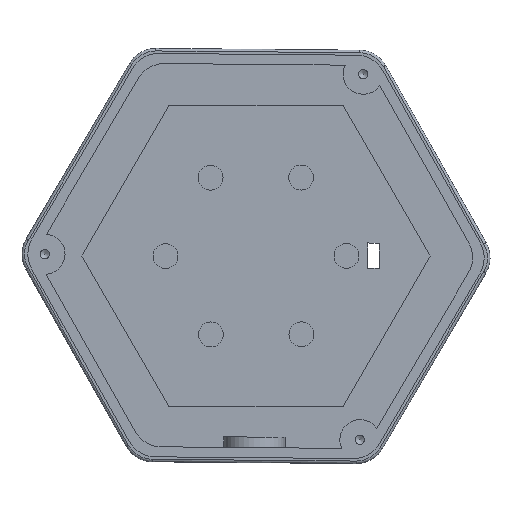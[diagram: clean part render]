
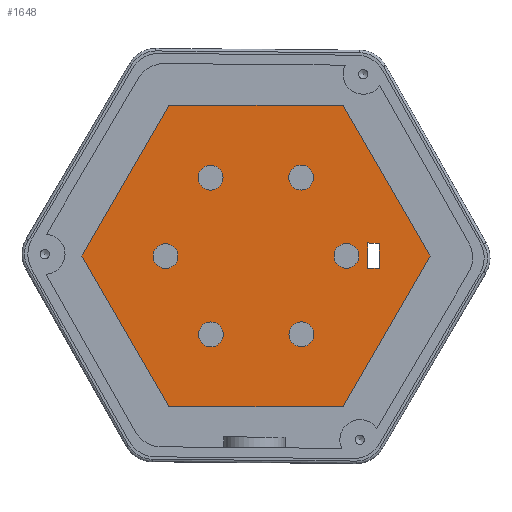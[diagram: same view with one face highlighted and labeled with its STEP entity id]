
A CAD part, front view. The second image highlights one B-rep face of the part: STEP entity #1648.
In plain terms, the highlighted planar face has unit normal (0, -1, 0).
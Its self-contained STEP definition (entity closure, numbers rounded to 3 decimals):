
#72=CIRCLE('',#1768,2.475);
#73=CIRCLE('',#1769,2.475);
#74=CIRCLE('',#1770,2.475);
#75=CIRCLE('',#1771,2.475);
#76=CIRCLE('',#1772,2.475);
#77=CIRCLE('',#1773,2.475);
#168=FACE_BOUND('',#299,.T.);
#169=FACE_BOUND('',#300,.T.);
#170=FACE_BOUND('',#301,.T.);
#171=FACE_BOUND('',#302,.T.);
#172=FACE_BOUND('',#303,.T.);
#173=FACE_BOUND('',#304,.T.);
#174=FACE_BOUND('',#305,.T.);
#193=FACE_OUTER_BOUND('',#298,.T.);
#298=EDGE_LOOP('',(#1132,#1133,#1134,#1135,#1136,#1137));
#299=EDGE_LOOP('',(#1138,#1139,#1140,#1141));
#300=EDGE_LOOP('',(#1142));
#301=EDGE_LOOP('',(#1143));
#302=EDGE_LOOP('',(#1144));
#303=EDGE_LOOP('',(#1145));
#304=EDGE_LOOP('',(#1146));
#305=EDGE_LOOP('',(#1147));
#418=LINE('',#2521,#565);
#422=LINE('',#2528,#569);
#425=LINE('',#2534,#572);
#428=LINE('',#2540,#575);
#431=LINE('',#2546,#578);
#433=LINE('',#2549,#580);
#434=LINE('',#2553,#581);
#435=LINE('',#2555,#582);
#436=LINE('',#2557,#583);
#437=LINE('',#2558,#584);
#565=VECTOR('',#1968,10.);
#569=VECTOR('',#1974,10.);
#572=VECTOR('',#1979,10.);
#575=VECTOR('',#1984,10.);
#578=VECTOR('',#1989,10.);
#580=VECTOR('',#1993,10.);
#581=VECTOR('',#1996,10.);
#582=VECTOR('',#1997,10.);
#583=VECTOR('',#1998,10.);
#584=VECTOR('',#1999,10.);
#712=VERTEX_POINT('',#2518);
#713=VERTEX_POINT('',#2520);
#715=VERTEX_POINT('',#2526);
#717=VERTEX_POINT('',#2532);
#719=VERTEX_POINT('',#2538);
#721=VERTEX_POINT('',#2544);
#722=VERTEX_POINT('',#2551);
#723=VERTEX_POINT('',#2552);
#724=VERTEX_POINT('',#2554);
#725=VERTEX_POINT('',#2556);
#726=VERTEX_POINT('',#2559);
#727=VERTEX_POINT('',#2561);
#728=VERTEX_POINT('',#2563);
#729=VERTEX_POINT('',#2565);
#730=VERTEX_POINT('',#2567);
#731=VERTEX_POINT('',#2569);
#867=EDGE_CURVE('',#712,#713,#418,.T.);
#871=EDGE_CURVE('',#715,#712,#422,.T.);
#874=EDGE_CURVE('',#717,#715,#425,.T.);
#877=EDGE_CURVE('',#719,#717,#428,.T.);
#880=EDGE_CURVE('',#721,#719,#431,.T.);
#882=EDGE_CURVE('',#713,#721,#433,.T.);
#883=EDGE_CURVE('',#722,#723,#434,.T.);
#884=EDGE_CURVE('',#724,#722,#435,.T.);
#885=EDGE_CURVE('',#725,#724,#436,.T.);
#886=EDGE_CURVE('',#723,#725,#437,.T.);
#887=EDGE_CURVE('',#726,#726,#72,.T.);
#888=EDGE_CURVE('',#727,#727,#73,.T.);
#889=EDGE_CURVE('',#728,#728,#74,.T.);
#890=EDGE_CURVE('',#729,#729,#75,.T.);
#891=EDGE_CURVE('',#730,#730,#76,.T.);
#892=EDGE_CURVE('',#731,#731,#77,.T.);
#1132=ORIENTED_EDGE('',*,*,#882,.F.);
#1133=ORIENTED_EDGE('',*,*,#867,.F.);
#1134=ORIENTED_EDGE('',*,*,#871,.F.);
#1135=ORIENTED_EDGE('',*,*,#874,.F.);
#1136=ORIENTED_EDGE('',*,*,#877,.F.);
#1137=ORIENTED_EDGE('',*,*,#880,.F.);
#1138=ORIENTED_EDGE('',*,*,#883,.F.);
#1139=ORIENTED_EDGE('',*,*,#884,.F.);
#1140=ORIENTED_EDGE('',*,*,#885,.F.);
#1141=ORIENTED_EDGE('',*,*,#886,.F.);
#1142=ORIENTED_EDGE('',*,*,#887,.F.);
#1143=ORIENTED_EDGE('',*,*,#888,.F.);
#1144=ORIENTED_EDGE('',*,*,#889,.F.);
#1145=ORIENTED_EDGE('',*,*,#890,.F.);
#1146=ORIENTED_EDGE('',*,*,#891,.F.);
#1147=ORIENTED_EDGE('',*,*,#892,.F.);
#1600=PLANE('',#1767);
#1648=ADVANCED_FACE('',(#193,#168,#169,#170,#171,#172,#173,#174),#1600,
 .F.);
#1767=AXIS2_PLACEMENT_3D('',#2550,#1994,#1995);
#1768=AXIS2_PLACEMENT_3D('',#2560,#2000,#2001);
#1769=AXIS2_PLACEMENT_3D('',#2562,#2002,#2003);
#1770=AXIS2_PLACEMENT_3D('',#2564,#2004,#2005);
#1771=AXIS2_PLACEMENT_3D('',#2566,#2006,#2007);
#1772=AXIS2_PLACEMENT_3D('',#2568,#2008,#2009);
#1773=AXIS2_PLACEMENT_3D('',#2570,#2010,#2011);
#1968=DIRECTION('',(-1.,0.,0.));
#1974=DIRECTION('',(-0.5,0.,-0.866));
#1979=DIRECTION('',(0.5,0.,-0.866));
#1984=DIRECTION('',(1.,0.,0.));
#1989=DIRECTION('',(0.5,0.,0.866));
#1993=DIRECTION('',(-0.5,0.,0.866));
#1994=DIRECTION('center_axis',(0.,1.,0.));
#1995=DIRECTION('ref_axis',(0.,0.,1.));
#1996=DIRECTION('',(-0.997,0.,0.079));
#1997=DIRECTION('',(0.,0.,1.));
#1998=DIRECTION('',(1.,0.,0.));
#1999=DIRECTION('',(0.,0.,-1.));
#2000=DIRECTION('center_axis',(0.,-1.,0.));
#2001=DIRECTION('ref_axis',(-0.5,0.,-0.866));
#2002=DIRECTION('center_axis',(0.,-1.,0.));
#2003=DIRECTION('ref_axis',(0.5,0.,-0.866));
#2004=DIRECTION('center_axis',(0.,-1.,0.));
#2005=DIRECTION('ref_axis',(1.,0.,0.));
#2006=DIRECTION('center_axis',(0.,-1.,0.));
#2007=DIRECTION('ref_axis',(0.5,0.,0.866));
#2008=DIRECTION('center_axis',(0.,-1.,0.));
#2009=DIRECTION('ref_axis',(-0.5,0.,0.866));
#2010=DIRECTION('center_axis',(0.,-1.,0.));
#2011=DIRECTION('ref_axis',(-1.,0.,0.));
#2518=CARTESIAN_POINT('',(17.321,20.,-30.));
#2520=CARTESIAN_POINT('',(-17.321,20.,-30.));
#2521=CARTESIAN_POINT('',(-8.66,20.,-30.));
#2526=CARTESIAN_POINT('',(34.641,20.,0.));
#2528=CARTESIAN_POINT('',(21.651,20.,-22.5));
#2532=CARTESIAN_POINT('',(17.321,20.,30.));
#2534=CARTESIAN_POINT('',(30.311,20.,7.5));
#2538=CARTESIAN_POINT('',(-17.321,20.,30.));
#2540=CARTESIAN_POINT('',(8.66,20.,30.));
#2544=CARTESIAN_POINT('',(-34.641,20.,0.));
#2546=CARTESIAN_POINT('',(-21.651,20.,22.5));
#2549=CARTESIAN_POINT('',(-30.311,20.,-7.5));
#2550=CARTESIAN_POINT('Origin',(0.,20.,0.));
#2551=CARTESIAN_POINT('',(24.546,20.,2.42));
#2552=CARTESIAN_POINT('',(22.206,20.,2.606));
#2553=CARTESIAN_POINT('',(11.276,20.,3.476));
#2554=CARTESIAN_POINT('',(24.546,20.,-2.468));
#2555=CARTESIAN_POINT('',(24.546,20.,1.21));
#2556=CARTESIAN_POINT('',(22.206,20.,-2.468));
#2557=CARTESIAN_POINT('',(12.273,20.,-2.468));
#2558=CARTESIAN_POINT('',(22.206,20.,-1.234));
#2559=CARTESIAN_POINT('',(-7.739,20.,-13.459));
#2560=CARTESIAN_POINT('Origin',(-8.976,20.,-15.602));
#2561=CARTESIAN_POINT('',(7.786,20.,-13.431));
#2562=CARTESIAN_POINT('Origin',(9.024,20.,-15.575));
#2563=CARTESIAN_POINT('',(15.525,20.,0.028));
#2564=CARTESIAN_POINT('Origin',(18.,20.,0.028));
#2565=CARTESIAN_POINT('',(7.739,20.,13.459));
#2566=CARTESIAN_POINT('Origin',(8.976,20.,15.602));
#2567=CARTESIAN_POINT('',(-7.786,20.,13.431));
#2568=CARTESIAN_POINT('Origin',(-9.024,20.,15.575));
#2569=CARTESIAN_POINT('',(-15.525,20.,-0.028));
#2570=CARTESIAN_POINT('Origin',(-18.,20.,-0.028));
